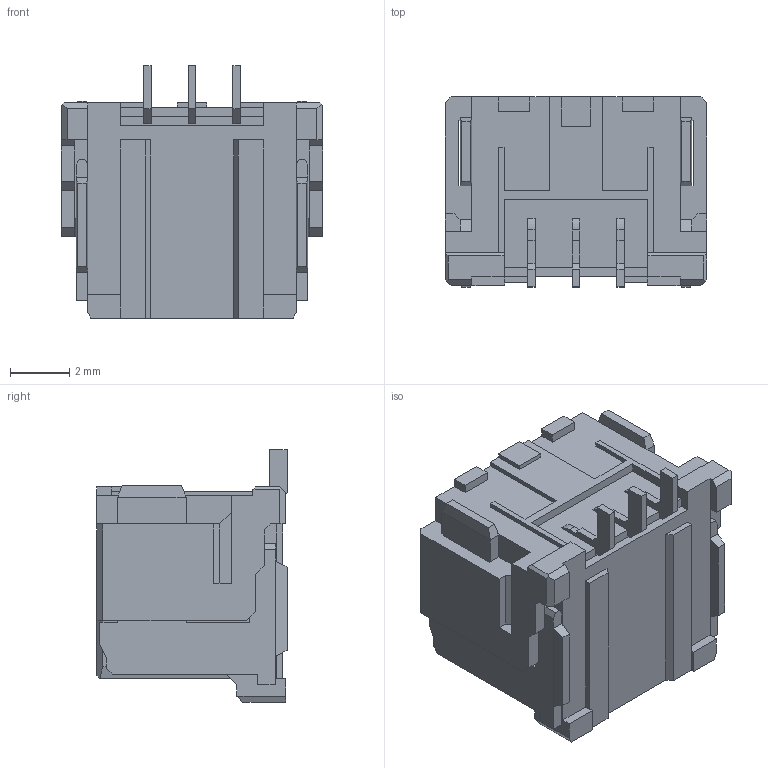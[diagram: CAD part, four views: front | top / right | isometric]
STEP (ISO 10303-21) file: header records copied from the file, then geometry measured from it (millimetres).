
FILE_DESCRIPTION((''),'2;1');
FILE_NAME('5025850370','2019-07-05T',('gga'),(''),'PRO/ENGINEER BY PARAMETRIC TECHNOLOGY CORPORATION, 2016010','PRO/ENGINEER BY PARAMETRIC TECHNOLOGY CORPORATION, 2016010','');
FILE_SCHEMA(('CONFIG_CONTROL_DESIGN'));
Length unit declared in the file: millimetre
Products named in the file (1): 5025850370
Bounding box: 8.8 x 6.4 x 8.5 mm (x, y, z)
Volume: 189.3 mm3; surface area: 560.7 mm2
Topology: 1 solids, 1 shells, 369 faces, 1083 edges, 712 vertices
Faces by surface type: plane 348, cylinder 21
Entity records: 12016 total; most frequent: CARTESIAN_POINT 2190, ORIENTED_EDGE 2126, DIRECTION 1845, EDGE_CURVE 1063, VECTOR 1037, LINE 1037, VERTEX_POINT 692, AXIS2_PLACEMENT_3D 404
